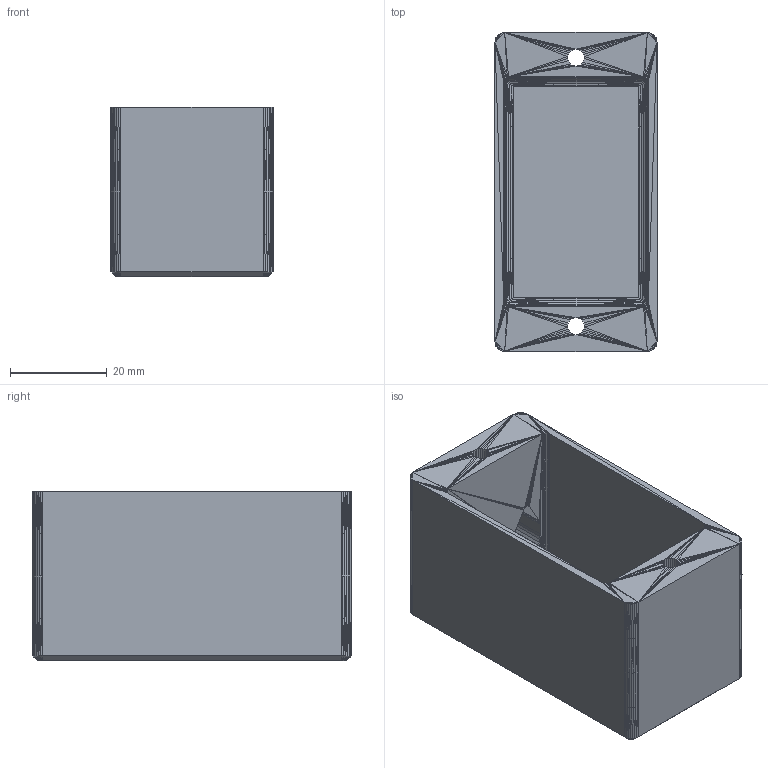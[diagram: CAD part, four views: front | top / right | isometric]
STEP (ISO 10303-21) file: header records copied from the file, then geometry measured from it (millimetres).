
FILE_DESCRIPTION(('FreeCAD Model'),'2;1');
FILE_NAME('./VORON-0/STLs/V0_Crew_Mods/c14 switchinlet back.step', '2020-04-30T21:39:00',('FreeCAD'),('FreeCAD'), 'Open CASCADE STEP processor 7.3','FreeCAD','Unknown');
FILE_SCHEMA(('AUTOMOTIVE_DESIGN { 1 0 10303 214 1 1 1 1 }'));
Length unit declared in the file: millimetre
Products named in the file (1): Open CASCADE STEP translator 7.3 1
Bounding box: 33.5 x 65.9 x 35 mm (x, y, z)
Surface area: 17155.3 mm2 (no closed solid volume)
Topology: 0 solids, 1 shells, 1797 faces, 2865 edges, 1064 vertices
Faces by surface type: plane 1797
Entity records: 36577 total; most frequent: DIRECTION 6461, ORIENTED_EDGE 5730, CARTESIAN_POINT 5727, EDGE_CURVE 2865, LINE 2865, VECTOR 2865, AXIS2_PLACEMENT_3D 1798, ADVANCED_FACE 1797
